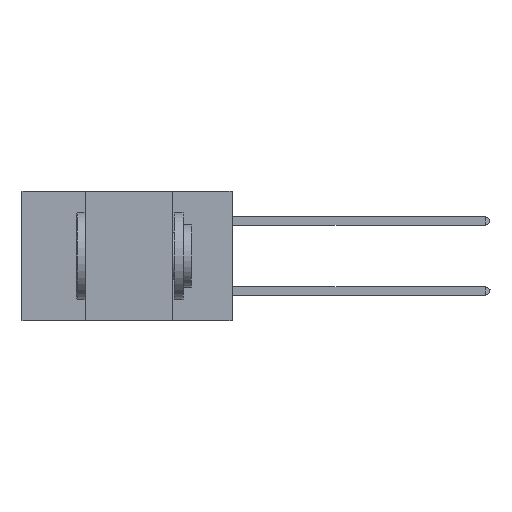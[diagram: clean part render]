
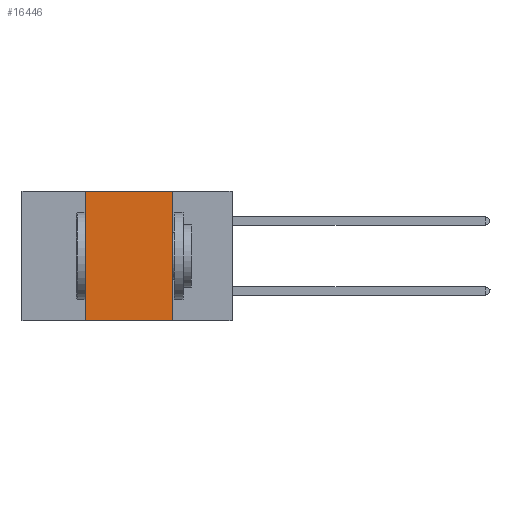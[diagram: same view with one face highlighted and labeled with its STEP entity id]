
A CAD part, left-side view. The second image highlights one B-rep face of the part: STEP entity #16446.
In plain terms, the highlighted planar face has unit normal (-1, 0, 0).
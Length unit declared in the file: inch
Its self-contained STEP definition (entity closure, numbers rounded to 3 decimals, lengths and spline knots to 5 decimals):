
#223 = CARTESIAN_POINT ( 'NONE',  ( 0., 0.17, 0. ) ) ;
#564 = ORIENTED_EDGE ( 'NONE', *, *, #1481, .F. ) ;
#694 = VECTOR ( 'NONE', #9816, 39.37008 ) ;
#1481 = EDGE_CURVE ( 'NONE', #6087, #11624, #6353, .T. ) ;
#2277 = DIRECTION ( 'NONE',  ( 1., 0., 0. ) ) ;
#2349 = FACE_OUTER_BOUND ( 'NONE', #12470, .T. ) ;
#3109 = VECTOR ( 'NONE', #17619, 39.37008 ) ;
#3611 = CARTESIAN_POINT ( 'NONE',  ( 0., 0.42, 0. ) ) ;
#4411 = ORIENTED_EDGE ( 'NONE', *, *, #7300, .F. ) ;
#5025 = EDGE_CURVE ( 'NONE', #15390, #6087, #5569, .T. ) ;
#5569 = LINE ( 'NONE', #3611, #10123 ) ;
#6087 = VERTEX_POINT ( 'NONE', #17022 ) ;
#6353 = LINE ( 'NONE', #14353, #18149 ) ;
#7300 = EDGE_CURVE ( 'NONE', #11624, #16982, #14110, .T. ) ;
#7540 = CARTESIAN_POINT ( 'NONE',  ( 0., 0.42, -0.37 ) ) ;
#9816 = DIRECTION ( 'NONE',  ( 0., -1., 0. ) ) ;
#10123 = VECTOR ( 'NONE', #15878, 39.37008 ) ;
#11449 = CARTESIAN_POINT ( 'NONE',  ( 0., 0.6, 0. ) ) ;
#11571 = ORIENTED_EDGE ( 'NONE', *, *, #5025, .F. ) ;
#11624 = VERTEX_POINT ( 'NONE', #223 ) ;
#11727 = CARTESIAN_POINT ( 'NONE',  ( 0., 0.17, 0. ) ) ;
#12470 = EDGE_LOOP ( 'NONE', ( #4411, #564, #11571, #18993 ) ) ;
#12789 = CARTESIAN_POINT ( 'NONE',  ( 0., 0.6, -0.37 ) ) ;
#14110 = LINE ( 'NONE', #11727, #3109 ) ;
#14353 = CARTESIAN_POINT ( 'NONE',  ( 0., 0.6, 0. ) ) ;
#14924 = AXIS2_PLACEMENT_3D ( 'NONE', #11449, #2277, #15962 ) ;
#15390 = VERTEX_POINT ( 'NONE', #7540 ) ;
#15724 = EDGE_CURVE ( 'NONE', #15390, #16982, #19223, .T. ) ;
#15878 = DIRECTION ( 'NONE',  ( 0., 0., 1. ) ) ;
#15962 = DIRECTION ( 'NONE',  ( 0., 0., -1. ) ) ;
#16027 = PLANE ( 'NONE',  #14924 ) ;
#16446 = ADVANCED_FACE ( 'NONE', ( #2349 ), #16027, .F. ) ;
#16982 = VERTEX_POINT ( 'NONE', #19003 ) ;
#17022 = CARTESIAN_POINT ( 'NONE',  ( 0., 0.42, 0. ) ) ;
#17559 = DIRECTION ( 'NONE',  ( 0., -1., 0. ) ) ;
#17619 = DIRECTION ( 'NONE',  ( 0., 0., -1. ) ) ;
#18149 = VECTOR ( 'NONE', #17559, 39.37008 ) ;
#18993 = ORIENTED_EDGE ( 'NONE', *, *, #15724, .T. ) ;
#19003 = CARTESIAN_POINT ( 'NONE',  ( 0., 0.17, -0.37 ) ) ;
#19223 = LINE ( 'NONE', #12789, #694 ) ;
